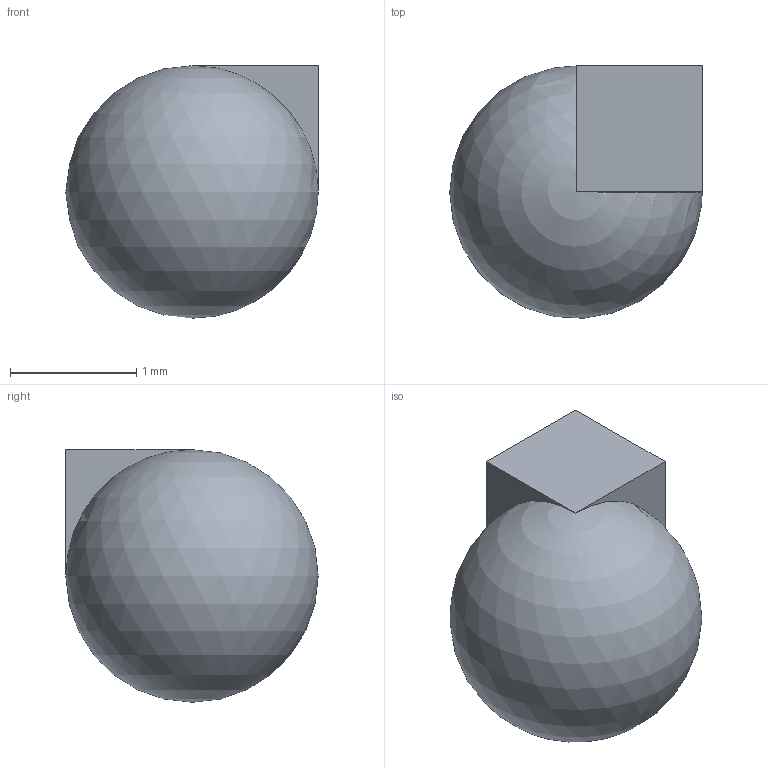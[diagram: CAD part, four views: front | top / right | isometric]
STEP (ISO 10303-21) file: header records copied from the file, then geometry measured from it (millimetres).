
FILE_DESCRIPTION(('Open CASCADE Model'),'2;1');
FILE_NAME('Open CASCADE Shape Model','2024-02-23T10:29:53',('Author'),( 'Open CASCADE'),'Open CASCADE STEP processor 7.1','Open CASCADE 7.1' ,'Unknown');
FILE_SCHEMA(('AUTOMOTIVE_DESIGN { 1 0 10303 214 1 1 1 1 }'));
Length unit declared in the file: metre
Products named in the file (1): Open CASCADE STEP translator 7.1 1
Bounding box: 2 x 2 x 2 mm (x, y, z)
Volume: 4.7 mm3; surface area: 14.6 mm2
Topology: 1 solids, 1 shells, 7 faces, 15 edges, 8 vertices
Faces by surface type: plane 6, sphere 1
Entity records: 357 total; most frequent: CARTESIAN_POINT 61, DIRECTION 58, LINE 32, VECTOR 32, ORIENTED_EDGE 26, PCURVE 26, DEFINITIONAL_REPRESENTATION 26, EDGE_CURVE 13
